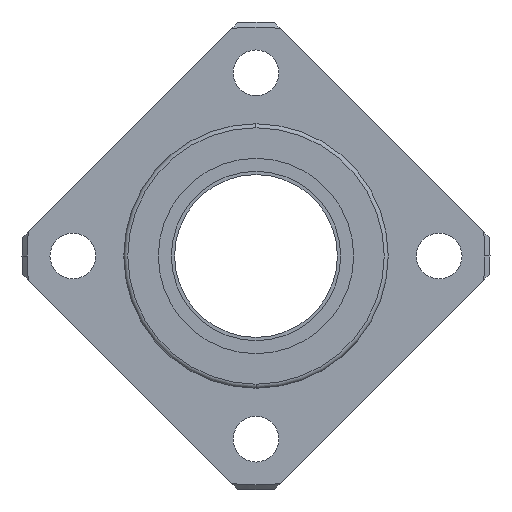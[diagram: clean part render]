
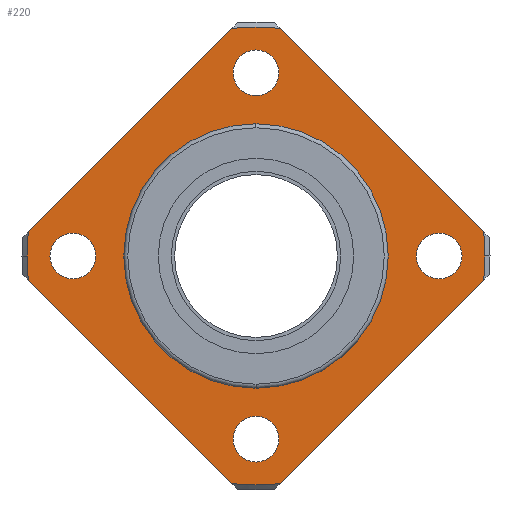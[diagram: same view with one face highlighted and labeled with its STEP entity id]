
A CAD part, left-side view. The second image highlights one B-rep face of the part: STEP entity #220.
In plain terms, the highlighted planar face has unit normal (-1, 0, 0).
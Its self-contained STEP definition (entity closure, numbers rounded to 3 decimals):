
#220=ADVANCED_FACE('',(#451,#452,#453,#454,#455,#456),#457,.T.);
#451=FACE_BOUND('',#694,.T.);
#452=FACE_BOUND('',#695,.T.);
#453=FACE_BOUND('',#696,.T.);
#454=FACE_BOUND('',#697,.T.);
#455=FACE_BOUND('',#698,.T.);
#456=FACE_OUTER_BOUND('',#699,.T.);
#457=PLANE('',#700);
#694=EDGE_LOOP('',(#1259,#1260));
#695=EDGE_LOOP('',(#1261,#1262));
#696=EDGE_LOOP('',(#1263,#1264));
#697=EDGE_LOOP('',(#1265,#1266));
#698=EDGE_LOOP('',(#1267,#1268,#1269));
#699=EDGE_LOOP('',(#1270,#1271,#1272,#1273,#1274,#1275,#1276,#1277,#1278,#1279));
#700=AXIS2_PLACEMENT_3D('',#1280,#1281,#1282);
#1259=ORIENTED_EDGE('',*,*,#1531,.T.);
#1260=ORIENTED_EDGE('',*,*,#1485,.T.);
#1261=ORIENTED_EDGE('',*,*,#1538,.T.);
#1262=ORIENTED_EDGE('',*,*,#1475,.T.);
#1263=ORIENTED_EDGE('',*,*,#1545,.T.);
#1264=ORIENTED_EDGE('',*,*,#1465,.T.);
#1265=ORIENTED_EDGE('',*,*,#1552,.T.);
#1266=ORIENTED_EDGE('',*,*,#1455,.T.);
#1267=ORIENTED_EDGE('',*,*,#1617,.T.);
#1268=ORIENTED_EDGE('',*,*,#1407,.T.);
#1269=ORIENTED_EDGE('',*,*,#1618,.T.);
#1270=ORIENTED_EDGE('',*,*,#1559,.F.);
#1271=ORIENTED_EDGE('',*,*,#1613,.F.);
#1272=ORIENTED_EDGE('',*,*,#1583,.F.);
#1273=ORIENTED_EDGE('',*,*,#1427,.F.);
#1274=ORIENTED_EDGE('',*,*,#1609,.F.);
#1275=ORIENTED_EDGE('',*,*,#1565,.F.);
#1276=ORIENTED_EDGE('',*,*,#1611,.F.);
#1277=ORIENTED_EDGE('',*,*,#1574,.F.);
#1278=ORIENTED_EDGE('',*,*,#1615,.F.);
#1279=ORIENTED_EDGE('',*,*,#1424,.F.);
#1280=CARTESIAN_POINT('',(31.0,17.65,0.0));
#1281=DIRECTION('',(-1.0,0.,0.0));
#1282=DIRECTION('',(0.,-1.0,0.0));
#1407=EDGE_CURVE('',#1669,#1675,#1677,.T.);
#1424=EDGE_CURVE('',#1704,#1700,#1706,.T.);
#1427=EDGE_CURVE('',#1708,#1711,#1712,.T.);
#1455=EDGE_CURVE('',#1751,#1755,#1757,.T.);
#1465=EDGE_CURVE('',#1769,#1773,#1775,.T.);
#1475=EDGE_CURVE('',#1787,#1791,#1793,.T.);
#1485=EDGE_CURVE('',#1805,#1809,#1811,.T.);
#1531=EDGE_CURVE('',#1809,#1805,#1877,.T.);
#1538=EDGE_CURVE('',#1791,#1787,#1884,.T.);
#1545=EDGE_CURVE('',#1773,#1769,#1891,.T.);
#1552=EDGE_CURVE('',#1755,#1751,#1898,.T.);
#1559=EDGE_CURVE('',#1905,#1704,#1906,.T.);
#1565=EDGE_CURVE('',#1915,#1916,#1917,.T.);
#1574=EDGE_CURVE('',#1932,#1933,#1934,.T.);
#1583=EDGE_CURVE('',#1711,#1949,#1950,.T.);
#1609=EDGE_CURVE('',#1916,#1708,#1979,.T.);
#1611=EDGE_CURVE('',#1933,#1915,#1981,.T.);
#1613=EDGE_CURVE('',#1949,#1905,#1983,.T.);
#1615=EDGE_CURVE('',#1700,#1932,#1985,.T.);
#1617=EDGE_CURVE('',#1987,#1669,#1988,.T.);
#1618=EDGE_CURVE('',#1675,#1987,#1989,.T.);
#1669=VERTEX_POINT('',#2043);
#1675=VERTEX_POINT('',#2049);
#1677=CIRCLE('',#2051,12.8);
#1700=VERTEX_POINT('',#2076);
#1704=VERTEX_POINT('',#2081);
#1706=CIRCLE('',#2092,22.5);
#1708=VERTEX_POINT('',#2094);
#1711=VERTEX_POINT('',#2098);
#1712=CIRCLE('',#2099,22.5);
#1751=VERTEX_POINT('',#2173);
#1755=VERTEX_POINT('',#2178);
#1757=CIRCLE('',#2181,2.25);
#1769=VERTEX_POINT('',#2195);
#1773=VERTEX_POINT('',#2200);
#1775=CIRCLE('',#2203,2.25);
#1787=VERTEX_POINT('',#2217);
#1791=VERTEX_POINT('',#2222);
#1793=CIRCLE('',#2225,2.25);
#1805=VERTEX_POINT('',#2239);
#1809=VERTEX_POINT('',#2244);
#1811=CIRCLE('',#2247,2.25);
#1877=CIRCLE('',#2323,2.25);
#1884=CIRCLE('',#2330,2.25);
#1891=CIRCLE('',#2337,2.25);
#1898=CIRCLE('',#2344,2.25);
#1905=VERTEX_POINT('',#2351);
#1906=LINE('',#2352,#2353);
#1915=VERTEX_POINT('',#2382);
#1916=VERTEX_POINT('',#2383);
#1917=LINE('',#2384,#2385);
#1932=VERTEX_POINT('',#2439);
#1933=VERTEX_POINT('',#2440);
#1934=LINE('',#2441,#2442);
#1949=VERTEX_POINT('',#2496);
#1950=LINE('',#2497,#2498);
#1979=CIRCLE('',#2547,22.5);
#1981=CIRCLE('',#2549,22.5);
#1983=CIRCLE('',#2551,22.5);
#1985=CIRCLE('',#2553,22.5);
#1987=VERTEX_POINT('',#2555);
#1988=CIRCLE('',#2556,12.8);
#1989=CIRCLE('',#2557,12.8);
#2043=CARTESIAN_POINT('',(31.0,0.,12.8));
#2049=CARTESIAN_POINT('',(31.0,0.,-12.8));
#2051=AXIS2_PLACEMENT_3D('',#2629,#2630,#2631);
#2076=CARTESIAN_POINT('',(31.0,-22.5,0.));
#2081=CARTESIAN_POINT('',(31.0,-22.374,2.374));
#2092=AXIS2_PLACEMENT_3D('',#2662,#2663,#2664);
#2094=CARTESIAN_POINT('',(31.0,22.5,0.));
#2098=CARTESIAN_POINT('',(31.0,22.374,2.374));
#2099=AXIS2_PLACEMENT_3D('',#2666,#2667,#2668);
#2173=CARTESIAN_POINT('',(31.0,20.25,0.));
#2178=CARTESIAN_POINT('',(31.0,15.75,0.));
#2181=AXIS2_PLACEMENT_3D('',#2703,#2704,#2705);
#2195=CARTESIAN_POINT('',(31.0,0.,20.25));
#2200=CARTESIAN_POINT('',(31.0,0.,15.75));
#2203=AXIS2_PLACEMENT_3D('',#2719,#2720,#2721);
#2217=CARTESIAN_POINT('',(31.0,-20.25,0.));
#2222=CARTESIAN_POINT('',(31.0,-15.75,0.));
#2225=AXIS2_PLACEMENT_3D('',#2735,#2736,#2737);
#2239=CARTESIAN_POINT('',(31.0,0.,-20.25));
#2244=CARTESIAN_POINT('',(31.0,0.,-15.75));
#2247=AXIS2_PLACEMENT_3D('',#2751,#2752,#2753);
#2323=AXIS2_PLACEMENT_3D('',#2824,#2825,#2826);
#2330=AXIS2_PLACEMENT_3D('',#2836,#2837,#2838);
#2337=AXIS2_PLACEMENT_3D('',#2848,#2849,#2850);
#2344=AXIS2_PLACEMENT_3D('',#2860,#2861,#2862);
#2351=CARTESIAN_POINT('',(31.0,-2.374,22.374));
#2352=CARTESIAN_POINT('',(31.0,-7.962,16.787));
#2353=VECTOR('',#2872,1.0);
#2382=CARTESIAN_POINT('',(31.0,2.374,-22.374));
#2383=CARTESIAN_POINT('',(31.0,22.374,-2.374));
#2384=CARTESIAN_POINT('',(31.0,16.787,-7.962));
#2385=VECTOR('',#2875,1.0);
#2439=CARTESIAN_POINT('',(31.0,-22.374,-2.374));
#2440=CARTESIAN_POINT('',(31.0,-2.374,-22.374));
#2441=CARTESIAN_POINT('',(31.0,-7.962,-16.787));
#2442=VECTOR('',#2879,1.0);
#2496=CARTESIAN_POINT('',(31.0,2.374,22.374));
#2497=CARTESIAN_POINT('',(31.0,16.787,7.962));
#2498=VECTOR('',#2883,1.0);
#2547=AXIS2_PLACEMENT_3D('',#2922,#2923,#2924);
#2549=AXIS2_PLACEMENT_3D('',#2925,#2926,#2927);
#2551=AXIS2_PLACEMENT_3D('',#2928,#2929,#2930);
#2553=AXIS2_PLACEMENT_3D('',#2931,#2932,#2933);
#2555=CARTESIAN_POINT('',(31.0,12.8,0.0));
#2556=AXIS2_PLACEMENT_3D('',#2934,#2935,#2936);
#2557=AXIS2_PLACEMENT_3D('',#2937,#2938,#2939);
#2629=CARTESIAN_POINT('',(31.0,0.0,0.0));
#2630=DIRECTION('',(1.0,0.0,0.0));
#2631=DIRECTION('',(0.0,1.0,0.0));
#2662=CARTESIAN_POINT('',(31.0,0.0,0.0));
#2663=DIRECTION('',(1.0,0.0,0.0));
#2664=DIRECTION('',(0.0,1.0,0.0));
#2666=CARTESIAN_POINT('',(31.0,0.0,0.0));
#2667=DIRECTION('',(1.0,0.0,0.0));
#2668=DIRECTION('',(0.0,1.0,0.0));
#2703=CARTESIAN_POINT('',(31.0,18.0,0.0));
#2704=DIRECTION('',(1.0,0.,-0.0));
#2705=DIRECTION('',(0.,1.0,0.0));
#2719=CARTESIAN_POINT('',(31.0,0.,18.0));
#2720=DIRECTION('',(1.0,0.,0.));
#2721=DIRECTION('',(0.,0.,1.0));
#2735=CARTESIAN_POINT('',(31.0,-18.0,0.));
#2736=DIRECTION('',(1.0,0.,0.));
#2737=DIRECTION('',(0.,-1.0,0.));
#2751=CARTESIAN_POINT('',(31.0,0.,-18.0));
#2752=DIRECTION('',(1.0,0.,0.));
#2753=DIRECTION('',(0.,0.,-1.0));
#2824=CARTESIAN_POINT('',(31.0,0.,-18.0));
#2825=DIRECTION('',(1.0,0.,0.));
#2826=DIRECTION('',(0.,0.,-1.0));
#2836=CARTESIAN_POINT('',(31.0,-18.0,0.));
#2837=DIRECTION('',(1.0,0.,0.));
#2838=DIRECTION('',(0.,-1.0,0.));
#2848=CARTESIAN_POINT('',(31.0,0.,18.0));
#2849=DIRECTION('',(1.0,0.,0.));
#2850=DIRECTION('',(0.,0.,1.0));
#2860=CARTESIAN_POINT('',(31.0,18.0,0.0));
#2861=DIRECTION('',(1.0,0.,-0.0));
#2862=DIRECTION('',(0.,1.0,0.0));
#2872=DIRECTION('',(0.,-0.707,-0.707));
#2875=DIRECTION('',(0.,0.707,0.707));
#2879=DIRECTION('',(0.,0.707,-0.707));
#2883=DIRECTION('',(0.,-0.707,0.707));
#2922=CARTESIAN_POINT('',(31.0,0.0,0.0));
#2923=DIRECTION('',(1.0,0.0,0.0));
#2924=DIRECTION('',(0.0,1.0,0.0));
#2925=CARTESIAN_POINT('',(31.0,0.0,0.0));
#2926=DIRECTION('',(1.0,0.0,0.0));
#2927=DIRECTION('',(0.0,1.0,0.0));
#2928=CARTESIAN_POINT('',(31.0,0.0,0.0));
#2929=DIRECTION('',(1.0,0.0,0.0));
#2930=DIRECTION('',(0.0,1.0,0.0));
#2931=CARTESIAN_POINT('',(31.0,0.0,0.0));
#2932=DIRECTION('',(1.0,0.0,0.0));
#2933=DIRECTION('',(0.0,1.0,0.0));
#2934=CARTESIAN_POINT('',(31.0,0.0,0.0));
#2935=DIRECTION('',(1.0,0.0,0.0));
#2936=DIRECTION('',(0.0,1.0,0.0));
#2937=CARTESIAN_POINT('',(31.0,0.0,0.0));
#2938=DIRECTION('',(1.0,0.0,0.0));
#2939=DIRECTION('',(0.0,1.0,0.0));
